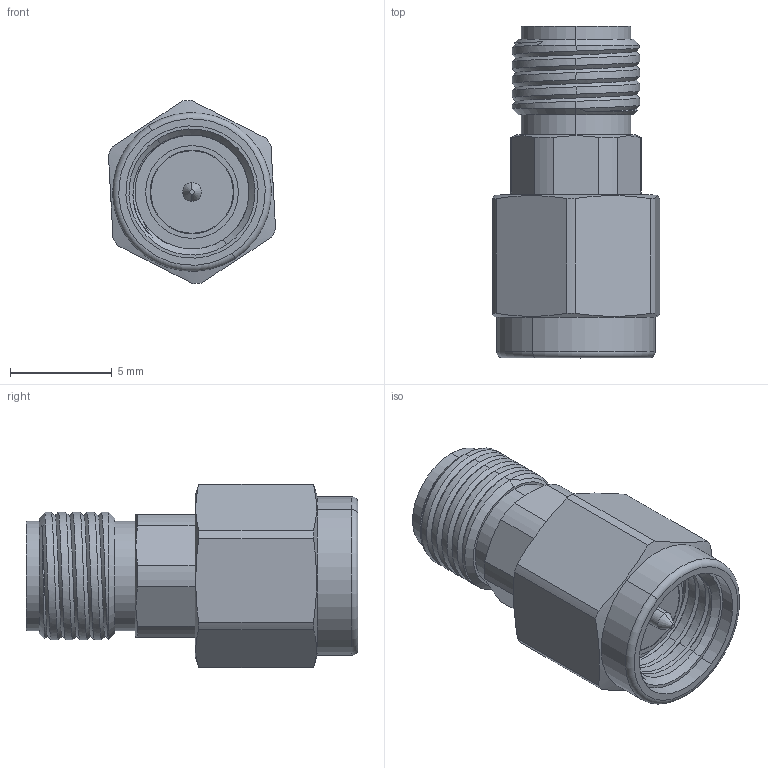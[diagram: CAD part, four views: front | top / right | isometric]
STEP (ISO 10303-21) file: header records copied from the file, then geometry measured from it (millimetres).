
FILE_DESCRIPTION (( 'STEP AP214' ), '1' );
FILE_NAME ('CA-S-9.STEP', '2024-12-03T18:20:42', ( '' ), ( '' ), 'SwSTEP 2.0', 'SolidWorks 2021', '' );
FILE_SCHEMA (( 'AUTOMOTIVE_DESIGN' ));
Length unit declared in the file: inch
Products named in the file (1): CA-S-9
Bounding box: 8.21 x 16.3 x 9 mm (x, y, z)
Volume: 529.1 mm3; surface area: 714.2 mm2
Topology: 1 solids, 1 shells, 110 faces, 277 edges, 177 vertices
Faces by surface type: cylinder 60, plane 28, cone 16, bspline 4, torus 2
Entity records: 5705 total; most frequent: CARTESIAN_POINT 3062, ORIENTED_EDGE 554, DIRECTION 534, EDGE_CURVE 277, AXIS2_PLACEMENT_3D 218, VERTEX_POINT 177, EDGE_LOOP 130, CIRCLE 111
